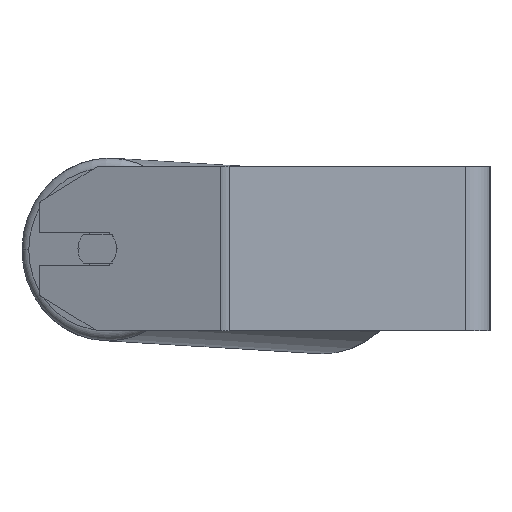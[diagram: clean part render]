
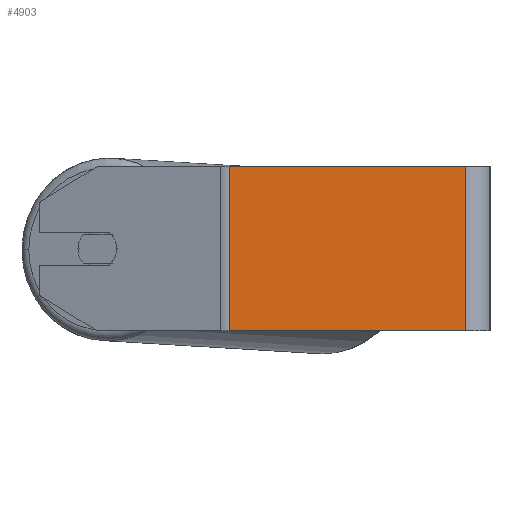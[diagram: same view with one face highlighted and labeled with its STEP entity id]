
A CAD part, left-side view. The second image highlights one B-rep face of the part: STEP entity #4903.
In plain terms, the highlighted planar face has unit normal (-1, 0, 0).
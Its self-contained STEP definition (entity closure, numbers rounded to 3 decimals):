
#99 = VERTEX_POINT ( 'NONE', #6431 ) ;
#428 = CARTESIAN_POINT ( 'NONE',  ( -350., 127.036, 40. ) ) ;
#498 = LINE ( 'NONE', #428, #4556 ) ;
#845 = ORIENTED_EDGE ( 'NONE', *, *, #5757, .T. ) ;
#853 = FACE_OUTER_BOUND ( 'NONE', #6997, .T. ) ;
#923 = PLANE ( 'NONE',  #5633 ) ;
#954 = CARTESIAN_POINT ( 'NONE',  ( -350., 12., -40. ) ) ;
#1040 = VECTOR ( 'NONE', #4311, 1000. ) ;
#1109 = CARTESIAN_POINT ( 'NONE',  ( -350., 127.036, 40. ) ) ;
#2020 = CARTESIAN_POINT ( 'NONE',  ( -350., 129.152, 40. ) ) ;
#2159 = CARTESIAN_POINT ( 'NONE',  ( -350., 129.152, 40. ) ) ;
#2251 = EDGE_CURVE ( 'NONE', #3933, #3777, #3995, .T. ) ;
#2760 = ORIENTED_EDGE ( 'NONE', *, *, #3951, .T. ) ;
#2765 = CARTESIAN_POINT ( 'NONE',  ( -350., 12., 40. ) ) ;
#3053 = ORIENTED_EDGE ( 'NONE', *, *, #6293, .F. ) ;
#3609 = LINE ( 'NONE', #6508, #1040 ) ;
#3648 = VERTEX_POINT ( 'NONE', #1109 ) ;
#3761 = VECTOR ( 'NONE', #6747, 1000. ) ;
#3777 = VERTEX_POINT ( 'NONE', #954 ) ;
#3916 = DIRECTION ( 'NONE',  ( 0., 0., -1. ) ) ;
#3933 = VERTEX_POINT ( 'NONE', #5655 ) ;
#3951 = EDGE_CURVE ( 'NONE', #3648, #99, #498, .T. ) ;
#3995 = LINE ( 'NONE', #2765, #6569 ) ;
#4311 = DIRECTION ( 'NONE',  ( 0., -1., 0. ) ) ;
#4556 = VECTOR ( 'NONE', #3916, 1000. ) ;
#4881 = DIRECTION ( 'NONE',  ( 0., 0., -1. ) ) ;
#4903 = ADVANCED_FACE ( 'NONE', ( #853 ), #923, .F. ) ;
#5389 = ORIENTED_EDGE ( 'NONE', *, *, #2251, .F. ) ;
#5633 = AXIS2_PLACEMENT_3D ( 'NONE', #2020, #7192, #4881 ) ;
#5655 = CARTESIAN_POINT ( 'NONE',  ( -350., 12., 40. ) ) ;
#5757 = EDGE_CURVE ( 'NONE', #99, #3777, #3609, .T. ) ;
#6104 = DIRECTION ( 'NONE',  ( 0., 0., -1. ) ) ;
#6140 = LINE ( 'NONE', #2159, #3761 ) ;
#6293 = EDGE_CURVE ( 'NONE', #3648, #3933, #6140, .T. ) ;
#6431 = CARTESIAN_POINT ( 'NONE',  ( -350., 127.036, -40. ) ) ;
#6508 = CARTESIAN_POINT ( 'NONE',  ( -350., 129.152, -40. ) ) ;
#6569 = VECTOR ( 'NONE', #6104, 1000. ) ;
#6747 = DIRECTION ( 'NONE',  ( 0., -1., 0. ) ) ;
#6997 = EDGE_LOOP ( 'NONE', ( #845, #5389, #3053, #2760 ) ) ;
#7192 = DIRECTION ( 'NONE',  ( 1., 0., 0. ) ) ;
